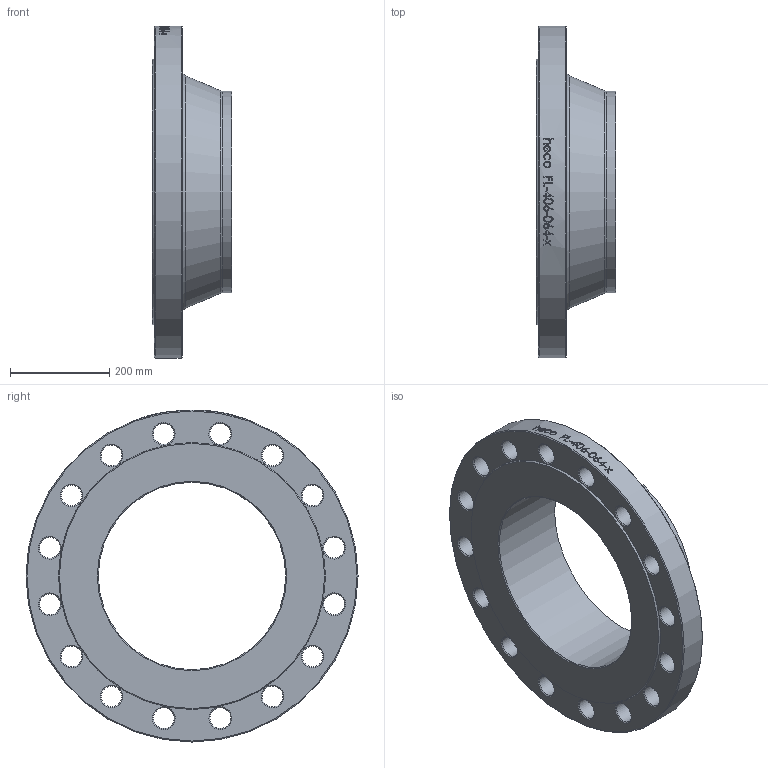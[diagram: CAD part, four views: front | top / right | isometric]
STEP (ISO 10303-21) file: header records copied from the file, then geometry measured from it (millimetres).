
FILE_DESCRIPTION (( 'STEP AP214' ), '1' );
FILE_NAME ('FL-406-064-x Vorschweissflansch EN1092 2102.STEP', '2021-02-26T10:50:02', ( '' ), ( '' ), 'SwSTEP 2.0', 'SolidWorks 2019', '' );
FILE_SCHEMA (( 'AUTOMOTIVE_DESIGN' ));
Length unit declared in the file: millimetre
Products named in the file (1): FL-406-064-x Vorschweissflansch EN1092 2102
Bounding box: 160 x 670 x 670 mm (x, y, z)
Volume: 16276106.9 mm3; surface area: 951448.5 mm2
Topology: 1 solids, 1 shells, 86 faces, 313 edges, 254 vertices
Faces by surface type: cylinder 43, cone 37, plane 4, torus 2
Full cylindrical faces by diameter (mm): 42 x16, 378 x1, 406.4 x1, 670 x1
Entity records: 7367 total; most frequent: CARTESIAN_POINT 4745, ORIENTED_EDGE 468, DIRECTION 429, VERTEX_POINT 234, EDGE_CURVE 234, EDGE_LOOP 204, AXIS2_PLACEMENT_3D 200, CIRCLE 113
